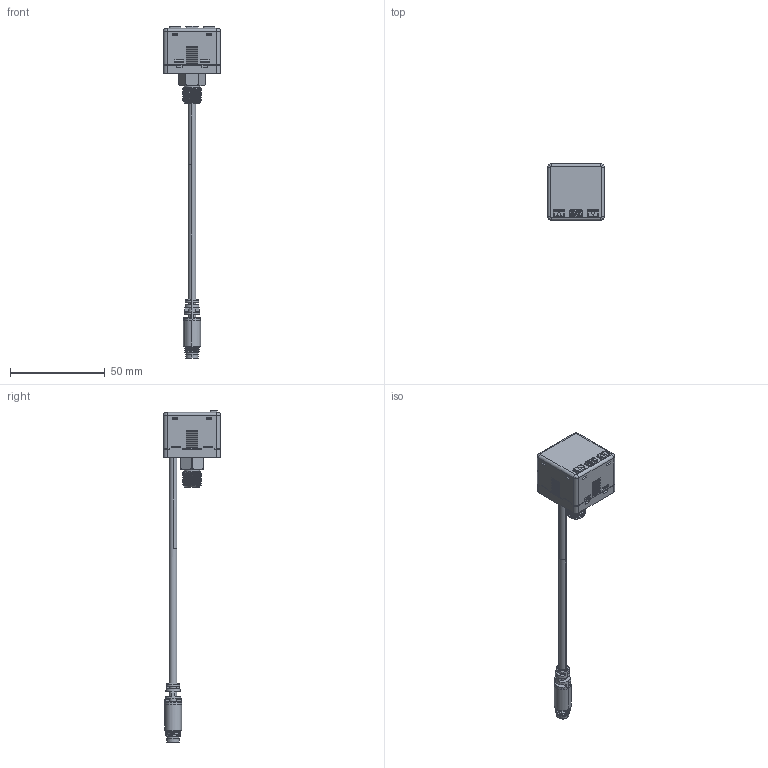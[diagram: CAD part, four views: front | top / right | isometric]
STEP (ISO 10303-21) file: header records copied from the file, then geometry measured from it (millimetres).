
FILE_DESCRIPTION(('STEP AP214'),'1');
FILE_NAME('COVAL_PSD100CPNP.stp','2017-12-28T08:27:13',('TraceParts'),('TraceParts S.A.'),'Spatial InterOp 3D',' ',' ');
FILE_SCHEMA(('automotive_design'));
Length unit declared in the file: millimetre
Products named in the file (2): PS-42--DATE-2013-02-04_ASM_ASM|PS-42--DATE-2013-02-04_ASM_ASM__ASM#PS-42--DATE-2013-02-04_ASM_ASM__ASM|ASM0003_ASM_1_ASM#ASM0003_ASM_1_ASM|PS-42--KP42_ASM_4_ASM_ASM_1_ASM#PS-42--KP42_ASM_4_ASM_ASM_1_ASM|P-0442_D04-01_ASM_6_ASM_ASM_1_ASM#P-0442_D04-01_ASM_6_ASM_ASM_1_ASM|P-0442_6_1#P-0442_6_1;P-0442_6_1
Bounding box: 30 x 30 x 175.21 mm (x, y, z)
Volume: 10936.7 mm3; surface area: 14447.9 mm2
Topology: 2 solids, 68 shells, 1957 faces, 4661 edges, 2946 vertices
Faces by surface type: bspline 830, plane 598, cylinder 421, cone 69, torus 25, sphere 14
Entity records: 78885 total; most frequent: CARTESIAN_POINT 39113, ORIENTED_EDGE 9294, DIRECTION 5857, EDGE_CURVE 4647, VERTEX_POINT 2944, LINE 2251, VECTOR 2251, EDGE_LOOP 2131
